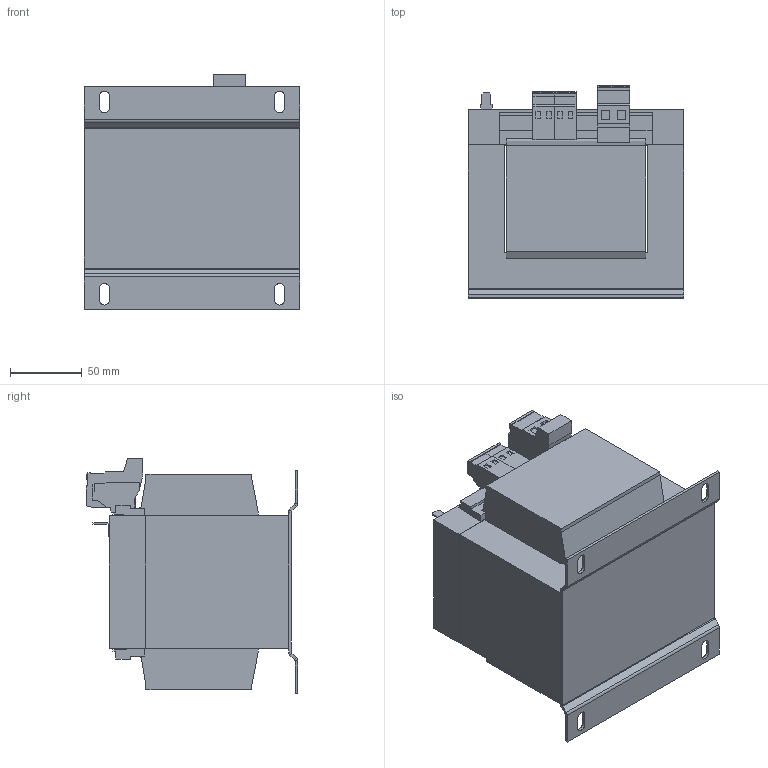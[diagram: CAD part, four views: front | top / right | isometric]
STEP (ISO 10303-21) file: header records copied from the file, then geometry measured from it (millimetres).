
FILE_DESCRIPTION (( 'STEP AP214' ), '1' );
FILE_NAME ('223245.STEP', '2020-06-22T12:50:10', ( '' ), ( '' ), 'SwSTEP 2.0', 'SolidWorks 2018', '' );
FILE_SCHEMA (( 'AUTOMOTIVE_DESIGN' ));
Length unit declared in the file: millimetre
Products named in the file (1): 223245
Bounding box: 150 x 147.55 x 163.9 mm (x, y, z)
Volume: 2254764.7 mm3; surface area: 203104.4 mm2
Topology: 1 solids, 1 shells, 293 faces, 752 edges, 484 vertices
Faces by surface type: plane 258, cylinder 35
Entity records: 8750 total; most frequent: CARTESIAN_POINT 1530, ORIENTED_EDGE 1504, DIRECTION 1410, EDGE_CURVE 752, LINE 682, VECTOR 682, VERTEX_POINT 484, AXIS2_PLACEMENT_3D 364
